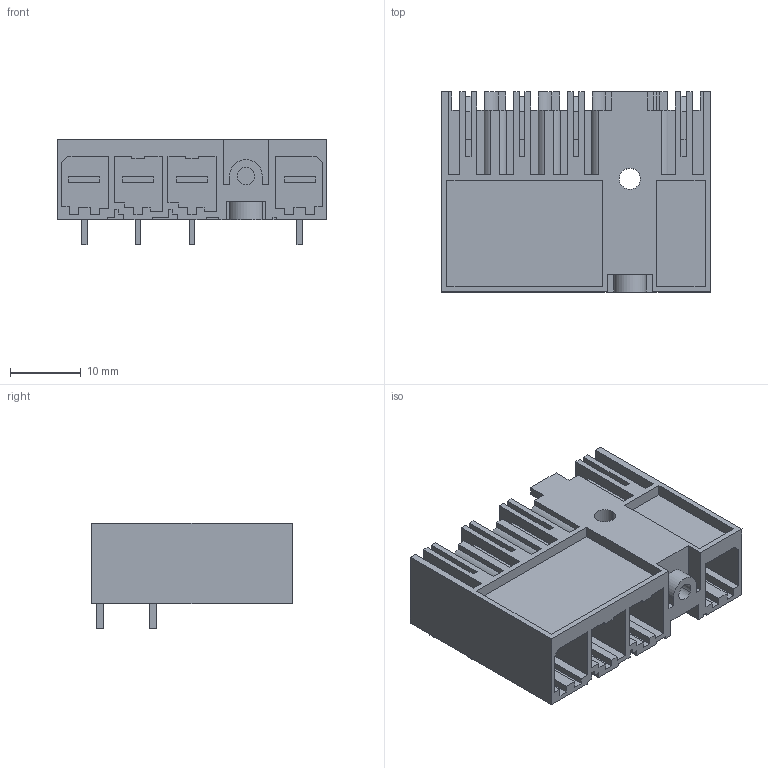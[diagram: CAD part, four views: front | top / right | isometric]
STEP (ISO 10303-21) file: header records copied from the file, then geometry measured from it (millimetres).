
FILE_DESCRIPTION(('CATIA V5R22 STEP214','CAx-IF Rec.Pracs.--- Model Styling and Organization---1.4--- 2014-01-23'),'2;1');
FILE_NAME ('D1452130_2_1464340000_1464340000.stp','2023-05-15T08:18:58+00:00',('none'),('Weidmueller'),'CATIA Version 5-6 Release 2016 SP3 HF44','CATIA V5 STEP AP214','none');
FILE_SCHEMA(('AUTOMOTIVE_DESIGN { 1 0 10303 214 1 1 1 1 }'));
Length unit declared in the file: millimetre
Products named in the file (1): 1464340000
Bounding box: 38.1 x 28.3 x 14.9 mm (x, y, z)
Volume: 6806.4 mm3; surface area: 9172.2 mm2
Topology: 5 solids, 5 shells, 366 faces, 1064 edges, 712 vertices
Faces by surface type: plane 344, cylinder 22
Entity records: 11311 total; most frequent: ORIENTED_EDGE 2128, CARTESIAN_POINT 2036, DIRECTION 1565, EDGE_CURVE 1064, VECTOR 1014, LINE 1014, VERTEX_POINT 712, EDGE_LOOP 382
